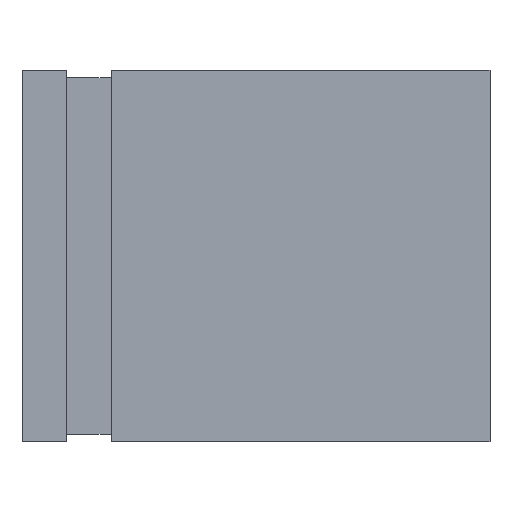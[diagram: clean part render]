
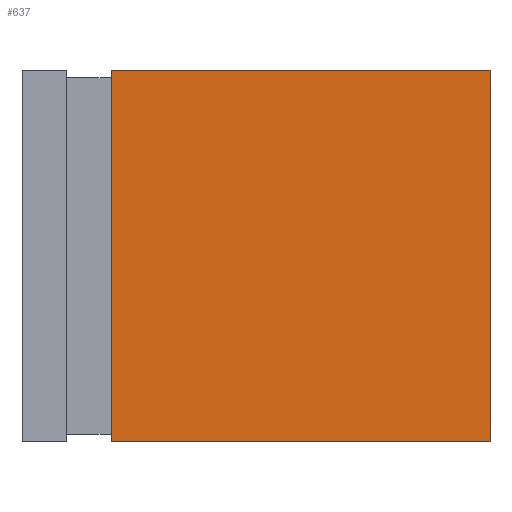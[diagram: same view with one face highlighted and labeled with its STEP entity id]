
A CAD part, left-side view. The second image highlights one B-rep face of the part: STEP entity #637.
In plain terms, the highlighted planar face has unit normal (-1, 0, 0).
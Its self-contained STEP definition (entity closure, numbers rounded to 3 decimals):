
#46=FACE_OUTER_BOUND('',#81,.T.);
#81=EDGE_LOOP('',(#542,#543,#544,#545));
#115=LINE('',#892,#199);
#126=LINE('',#915,#210);
#167=LINE('',#996,#251);
#168=LINE('',#997,#252);
#199=VECTOR('',#727,10.);
#210=VECTOR('',#744,10.);
#251=VECTOR('',#819,10.);
#252=VECTOR('',#820,10.);
#276=VERTEX_POINT('',#890);
#277=VERTEX_POINT('',#891);
#286=VERTEX_POINT('',#914);
#309=VERTEX_POINT('',#995);
#339=EDGE_CURVE('',#276,#277,#115,.T.);
#350=EDGE_CURVE('',#286,#276,#126,.T.);
#391=EDGE_CURVE('',#309,#277,#167,.T.);
#392=EDGE_CURVE('',#286,#309,#168,.T.);
#542=ORIENTED_EDGE('',*,*,#339,.T.);
#543=ORIENTED_EDGE('',*,*,#391,.F.);
#544=ORIENTED_EDGE('',*,*,#392,.F.);
#545=ORIENTED_EDGE('',*,*,#350,.T.);
#591=PLANE('',#672);
#637=ADVANCED_FACE('',(#46),#591,.T.);
#672=AXIS2_PLACEMENT_3D('',#994,#817,#818);
#727=DIRECTION('',(0.,0.,-1.));
#744=DIRECTION('',(0.,1.,0.));
#817=DIRECTION('center_axis',(-1.,0.,0.));
#818=DIRECTION('ref_axis',(0.,0.,1.));
#819=DIRECTION('',(0.,1.,0.));
#820=DIRECTION('',(0.,0.,-1.));
#890=CARTESIAN_POINT('',(-2.4,5.1,0.));
#891=CARTESIAN_POINT('',(-2.4,5.1,-5.));
#892=CARTESIAN_POINT('',(-2.4,5.1,-3.75));
#914=CARTESIAN_POINT('',(-2.4,0.,0.));
#915=CARTESIAN_POINT('',(-2.4,0.,0.));
#994=CARTESIAN_POINT('Origin',(-2.4,0.,-5.));
#995=CARTESIAN_POINT('',(-2.4,0.,-5.));
#996=CARTESIAN_POINT('',(-2.4,0.,-5.));
#997=CARTESIAN_POINT('',(-2.4,0.,0.));
